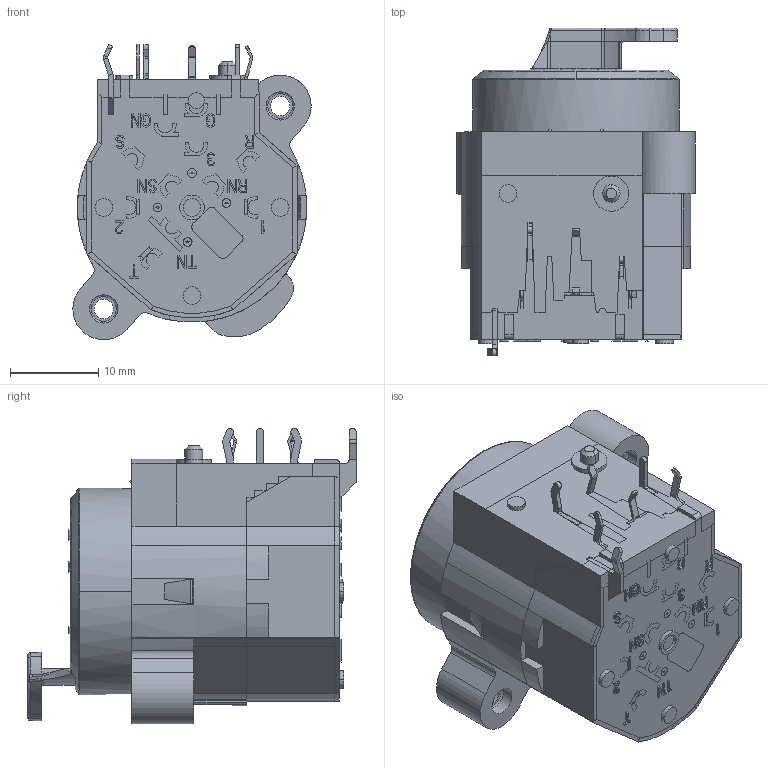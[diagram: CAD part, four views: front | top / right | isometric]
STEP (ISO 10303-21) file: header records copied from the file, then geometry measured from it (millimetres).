
FILE_DESCRIPTION((''),'2;1');
FILE_NAME('NCJ6FI-H-AE','2024-05-14T14:55:19',('phk'),(''),'CREO PARAMETRIC BY PTC INC, 2023424','CREO PARAMETRIC BY PTC INC, 2023424','');
FILE_SCHEMA(('AP242_MANAGED_MODEL_BASED_3D_ENGINEERING_MIM_LF { 1 0 10303 442 1 1 4 }'));
Products named in the file (1): NCJ6FI-H-AE
Bounding box: 27 x 37.2 x 33.5 mm (x, y, z)
Volume: 22007.4 mm3; surface area: 18208.8 mm2
Topology: 13 solids, 13 shells, 3010 faces, 8501 edges, 5528 vertices
Faces by surface type: plane 2038, cylinder 697, cone 84, bspline 64, extrusion 59, torus 51, sphere 17
Entity records: 104999 total; most frequent: CARTESIAN_POINT 22465, ORIENTED_EDGE 16968, DIRECTION 15555, EDGE_CURVE 8484, VECTOR 6385, LINE 6326, VERTEX_POINT 5528, AXIS2_PLACEMENT_3D 4585
